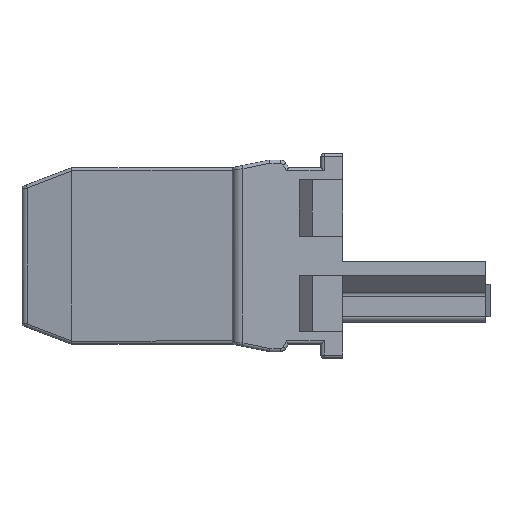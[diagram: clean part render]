
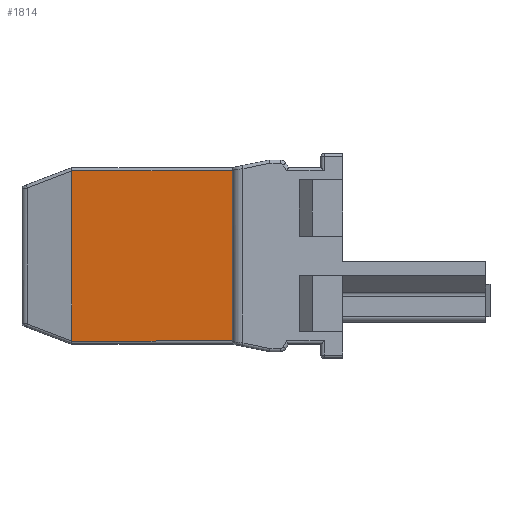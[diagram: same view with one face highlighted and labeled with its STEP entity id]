
A CAD part, top view. The second image highlights one B-rep face of the part: STEP entity #1814.
In plain terms, the highlighted planar face has unit normal (-0.124, 0, 0.992).
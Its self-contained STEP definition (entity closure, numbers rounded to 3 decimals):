
#26=DIRECTION('',(0.992,0.,0.124));
#27=VECTOR('',#26,7.458);
#28=CARTESIAN_POINT('',(-12.5,-3.925,0.7));
#29=LINE('',#28,#27);
#30=CARTESIAN_POINT('',(-5.1,-3.925,1.625));
#39=DIRECTION('',(0.,1.,0.));
#40=VECTOR('',#39,7.85);
#41=CARTESIAN_POINT('',(-5.1,-3.925,1.625));
#42=LINE('',#41,#40);
#1113=DIRECTION('',(-0.992,0.,-0.124));
#1114=VECTOR('',#1113,7.458);
#1115=CARTESIAN_POINT('',(-5.1,3.925,1.625));
#1116=LINE('',#1115,#1114);
#1133=DIRECTION('',(0.,-1.,0.));
#1134=VECTOR('',#1133,7.85);
#1135=CARTESIAN_POINT('',(-12.5,3.925,
0.7));
#1136=LINE('',#1135,#1134);
#1405=VERTEX_POINT('',#30);
#1408=CARTESIAN_POINT('',(-12.5,-3.925,
0.7));
#1409=VERTEX_POINT('',#1408);
#1411=CARTESIAN_POINT('',(-12.5,3.925,
0.7));
#1412=VERTEX_POINT('',#1411);
#1413=CARTESIAN_POINT('',(-5.1,3.925,1.625));
#1414=VERTEX_POINT('',#1413);
#1800=CARTESIAN_POINT('',(-12.5,-4.075,0.7));
#1801=DIRECTION('',(-0.124,0.,0.992));
#1802=DIRECTION('',(0.992,0.,0.124));
#1803=AXIS2_PLACEMENT_3D('',#1800,#1801,#1802);
#1804=PLANE('',#1803);
#1806=ORIENTED_EDGE('',*,*,#1805,.F.);
#1807=ORIENTED_EDGE('',*,*,#1789,.F.);
#1809=ORIENTED_EDGE('',*,*,#1808,.F.);
#1811=ORIENTED_EDGE('',*,*,#1810,.F.);
#1812=EDGE_LOOP('',(#1806,#1807,#1809,#1811));
#1813=FACE_OUTER_BOUND('',#1812,.F.);
#1814=ADVANCED_FACE('',(#1813),#1804,.T.);
#1789=EDGE_CURVE('',#1409,#1405,#29,.T.);
#1805=EDGE_CURVE('',#1405,#1414,#42,.T.);
#1808=EDGE_CURVE('',#1412,#1409,#1136,.T.);
#1810=EDGE_CURVE('',#1414,#1412,#1116,.T.);
